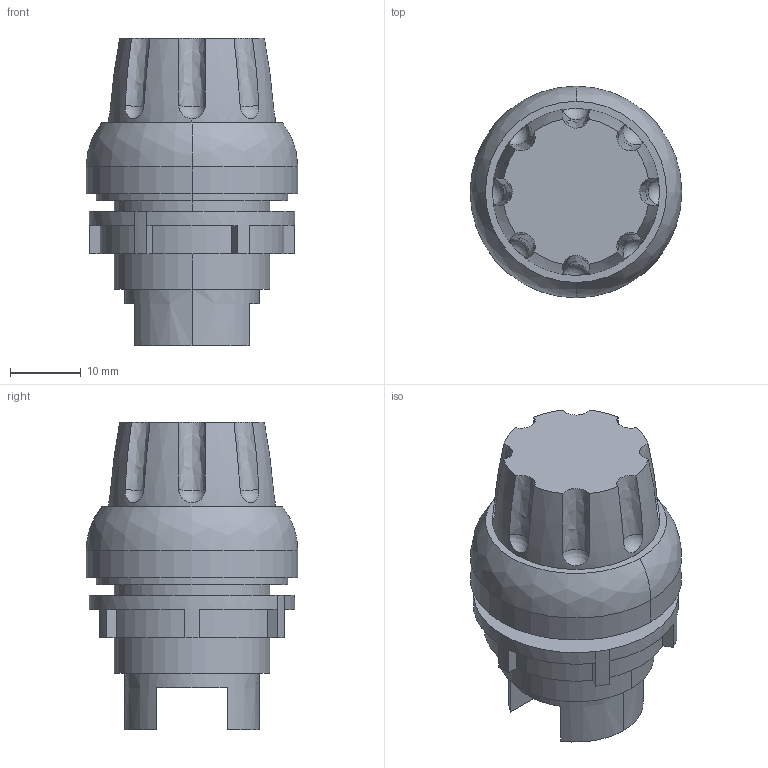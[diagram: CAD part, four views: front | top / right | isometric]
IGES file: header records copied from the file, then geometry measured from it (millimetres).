
Start section:  PTC IGES file: bouton_023971.igs
Global section: file name: 78Hbouton_023971.igs; native system:  by Parametric Technology Corporation; preprocessor: 2013430; organization: Unknown; date: 20190109.090108; units: millimetre
Bounding box: 29.9 x 29.9 x 43.5 mm (x, y, z)
Volume: 18784.8 mm3; surface area: 5233.6 mm2
Topology: 1 solids, 1 shells, 68 faces, 176 edges, 116 vertices
Faces by surface type: revolution 38, bspline 30
